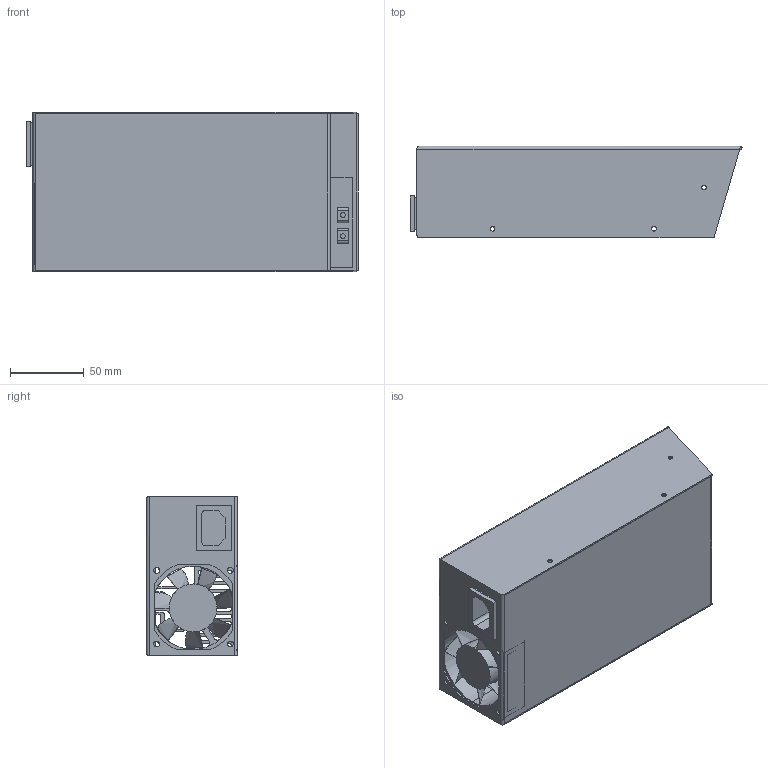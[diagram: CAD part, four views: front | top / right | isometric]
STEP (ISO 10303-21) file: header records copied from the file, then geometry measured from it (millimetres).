
FILE_DESCRIPTION (( 'STEP AP214' ), '1' );
FILE_NAME ('APW3++.STEP', '2025-03-14T12:32:33', ( '' ), ( '' ), 'SwSTEP 2.0', 'SolidWorks 2023', '' );
FILE_SCHEMA (( 'AUTOMOTIVE_DESIGN' ));
Length unit declared in the file: millimetre
Products named in the file (1): APW3++
Bounding box: 225.66 x 62.2 x 108.4 mm (x, y, z)
Volume: 148394.2 mm3; surface area: 217160.7 mm2
Topology: 9 solids, 9 shells, 301 faces, 823 edges, 546 vertices
Faces by surface type: plane 149, cylinder 131, bspline 21
Entity records: 10742 total; most frequent: CARTESIAN_POINT 2756, ORIENTED_EDGE 1646, DIRECTION 1607, EDGE_CURVE 823, VERTEX_POINT 546, AXIS2_PLACEMENT_3D 539, LINE 529, VECTOR 529
